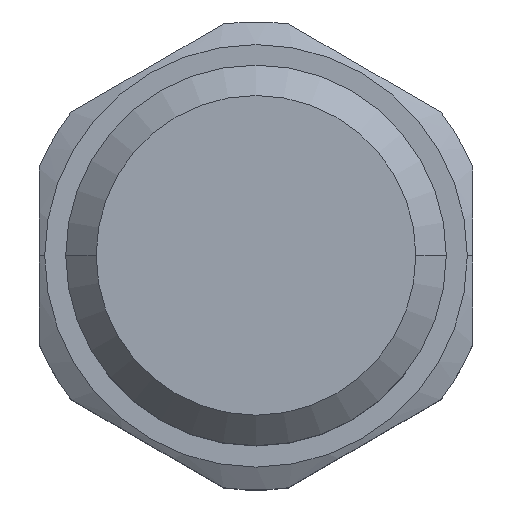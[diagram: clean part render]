
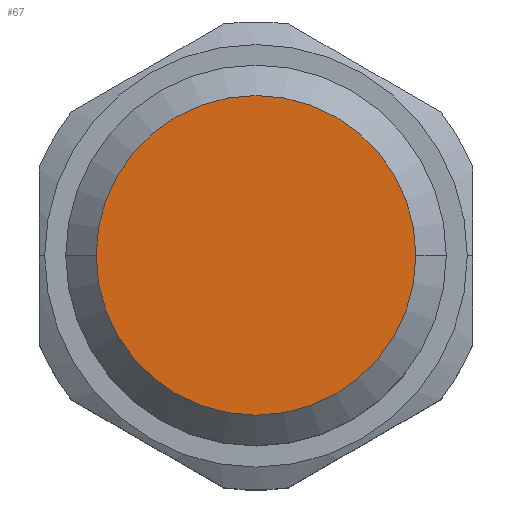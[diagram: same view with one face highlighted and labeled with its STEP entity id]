
A CAD part, top view. The second image highlights one B-rep face of the part: STEP entity #67.
In plain terms, the highlighted planar face has unit normal (0, 0, 1).
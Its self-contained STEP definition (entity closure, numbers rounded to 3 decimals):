
#13 = AXIS2_PLACEMENT_3D ( 'NONE', #379, #291, #561 ) ;
#38 = CARTESIAN_POINT ( 'NONE',  ( 0., 0., 16. ) ) ;
#67 = ADVANCED_FACE ( 'NONE', ( #387 ), #383, .T. ) ;
#158 = CIRCLE ( 'NONE', #13, 7. ) ;
#291 = DIRECTION ( 'NONE',  ( 0., 0., -1. ) ) ;
#313 = AXIS2_PLACEMENT_3D ( 'NONE', #473, #817, #833 ) ;
#345 = AXIS2_PLACEMENT_3D ( 'NONE', #38, #1031, #745 ) ;
#353 = CARTESIAN_POINT ( 'NONE',  ( 7., 0., 16. ) ) ;
#379 = CARTESIAN_POINT ( 'NONE',  ( 0., 0., 16. ) ) ;
#383 = PLANE ( 'NONE',  #345 ) ;
#387 = FACE_OUTER_BOUND ( 'NONE', #749, .T. ) ;
#473 = CARTESIAN_POINT ( 'NONE',  ( 0., 0., 16. ) ) ;
#484 = VERTEX_POINT ( 'NONE', #353 ) ;
#502 = EDGE_CURVE ( 'NONE', #540, #484, #158, .T. ) ;
#526 = ORIENTED_EDGE ( 'NONE', *, *, #608, .F. ) ;
#540 = VERTEX_POINT ( 'NONE', #829 ) ;
#561 = DIRECTION ( 'NONE',  ( -1., 0., 0. ) ) ;
#608 = EDGE_CURVE ( 'NONE', #484, #540, #695, .T. ) ;
#695 = CIRCLE ( 'NONE', #313, 7. ) ;
#732 = ORIENTED_EDGE ( 'NONE', *, *, #502, .F. ) ;
#745 = DIRECTION ( 'NONE',  ( 1., 0., 0. ) ) ;
#749 = EDGE_LOOP ( 'NONE', ( #732, #526 ) ) ;
#817 = DIRECTION ( 'NONE',  ( 0., 0., -1. ) ) ;
#829 = CARTESIAN_POINT ( 'NONE',  ( -7., 0., 16. ) ) ;
#833 = DIRECTION ( 'NONE',  ( -1., 0., 0. ) ) ;
#1031 = DIRECTION ( 'NONE',  ( 0., 0., 1. ) ) ;
